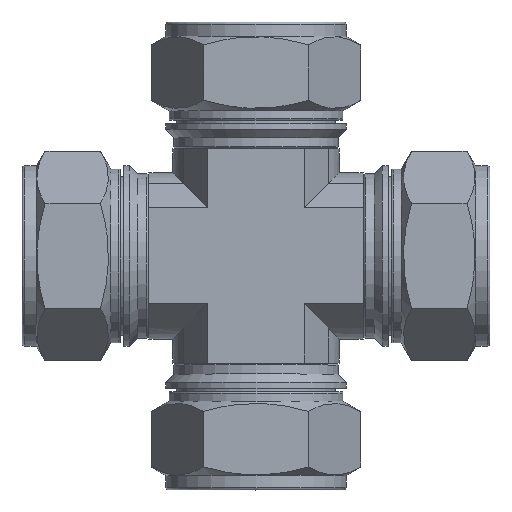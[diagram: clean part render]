
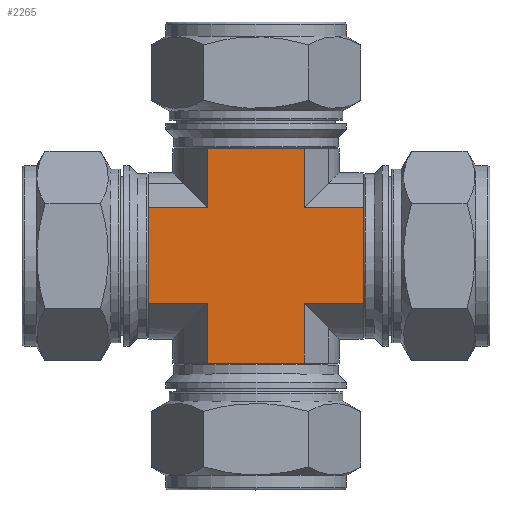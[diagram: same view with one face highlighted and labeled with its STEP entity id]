
A CAD part, top view. The second image highlights one B-rep face of the part: STEP entity #2265.
In plain terms, the highlighted planar face has unit normal (0, 0, 1).
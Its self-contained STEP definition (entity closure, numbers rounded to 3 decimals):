
#379=FACE_OUTER_BOUND('',#544,.T.);
#544=EDGE_LOOP('',(#2034,#2035,#2036,#2037,#2038,#2039,#2040,#2041,#2042,
#2043,#2044,#2045));
#638=LINE('',#3850,#790);
#640=LINE('',#3856,#792);
#648=LINE('',#3877,#800);
#666=LINE('',#3922,#818);
#668=LINE('',#3928,#820);
#669=LINE('',#3930,#821);
#671=LINE('',#3934,#823);
#683=LINE('',#3961,#835);
#684=LINE('',#3964,#836);
#695=LINE('',#3988,#847);
#697=LINE('',#3994,#849);
#698=LINE('',#3996,#850);
#790=VECTOR('',#3092,10.);
#792=VECTOR('',#3096,10.);
#800=VECTOR('',#3114,10.);
#818=VECTOR('',#3154,10.);
#820=VECTOR('',#3162,10.);
#821=VECTOR('',#3165,10.);
#823=VECTOR('',#3169,10.);
#835=VECTOR('',#3195,10.);
#836=VECTOR('',#3198,10.);
#847=VECTOR('',#3225,10.);
#849=VECTOR('',#3233,10.);
#850=VECTOR('',#3236,10.);
#1048=VERTEX_POINT('',#3844);
#1050=VERTEX_POINT('',#3848);
#1051=VERTEX_POINT('',#3852);
#1053=VERTEX_POINT('',#3855);
#1059=VERTEX_POINT('',#3873);
#1061=VERTEX_POINT('',#3876);
#1077=VERTEX_POINT('',#3918);
#1078=VERTEX_POINT('',#3926);
#1079=VERTEX_POINT('',#3933);
#1087=VERTEX_POINT('',#3959);
#1088=VERTEX_POINT('',#3963);
#1094=VERTEX_POINT('',#3992);
#1342=EDGE_CURVE('',#1048,#1050,#638,.T.);
#1344=EDGE_CURVE('',#1053,#1051,#640,.T.);
#1354=EDGE_CURVE('',#1059,#1061,#648,.T.);
#1377=EDGE_CURVE('',#1053,#1077,#666,.T.);
#1380=EDGE_CURVE('',#1077,#1078,#668,.T.);
#1381=EDGE_CURVE('',#1061,#1050,#669,.T.);
#1383=EDGE_CURVE('',#1079,#1078,#671,.T.);
#1397=EDGE_CURVE('',#1087,#1059,#683,.T.);
#1398=EDGE_CURVE('',#1048,#1088,#684,.T.);
#1410=EDGE_CURVE('',#1079,#1087,#695,.T.);
#1413=EDGE_CURVE('',#1051,#1094,#697,.T.);
#1414=EDGE_CURVE('',#1088,#1094,#698,.T.);
#2034=ORIENTED_EDGE('',*,*,#1413,.T.);
#2035=ORIENTED_EDGE('',*,*,#1414,.F.);
#2036=ORIENTED_EDGE('',*,*,#1398,.F.);
#2037=ORIENTED_EDGE('',*,*,#1342,.T.);
#2038=ORIENTED_EDGE('',*,*,#1381,.F.);
#2039=ORIENTED_EDGE('',*,*,#1354,.F.);
#2040=ORIENTED_EDGE('',*,*,#1397,.F.);
#2041=ORIENTED_EDGE('',*,*,#1410,.F.);
#2042=ORIENTED_EDGE('',*,*,#1383,.T.);
#2043=ORIENTED_EDGE('',*,*,#1380,.F.);
#2044=ORIENTED_EDGE('',*,*,#1377,.F.);
#2045=ORIENTED_EDGE('',*,*,#1344,.T.);
#2119=PLANE('',#2551);
#2265=ADVANCED_FACE('',(#379),#2119,.T.);
#2551=AXIS2_PLACEMENT_3D('',#3995,#3234,#3235);
#3092=DIRECTION('',(0.,-1.,0.));
#3096=DIRECTION('',(0.,-1.,0.));
#3114=DIRECTION('',(0.,-1.,0.));
#3154=DIRECTION('',(1.,0.,0.));
#3162=DIRECTION('',(0.,-1.,0.));
#3165=DIRECTION('',(-1.,0.,0.));
#3169=DIRECTION('',(-1.,0.,0.));
#3195=DIRECTION('',(-1.,0.,0.));
#3198=DIRECTION('',(-1.,0.,0.));
#3225=DIRECTION('',(0.,-1.,0.));
#3233=DIRECTION('',(-1.,0.,0.));
#3234=DIRECTION('center_axis',(0.,0.,1.));
#3235=DIRECTION('ref_axis',(0.,1.,0.));
#3236=DIRECTION('',(0.,1.,0.));
#3844=CARTESIAN_POINT('',(-10.083,-10.083,17.465));
#3848=CARTESIAN_POINT('',(-10.083,-22.5,17.465));
#3850=CARTESIAN_POINT('',(-10.083,0.,17.465));
#3852=CARTESIAN_POINT('',(-10.083,10.083,17.465));
#3855=CARTESIAN_POINT('',(-10.083,22.5,17.465));
#3856=CARTESIAN_POINT('',(-10.083,0.,17.465));
#3873=CARTESIAN_POINT('',(10.083,-10.083,17.465));
#3876=CARTESIAN_POINT('',(10.083,-22.5,17.465));
#3877=CARTESIAN_POINT('',(10.083,0.,17.465));
#3918=CARTESIAN_POINT('',(10.083,22.5,17.465));
#3922=CARTESIAN_POINT('',(10.083,22.5,17.465));
#3926=CARTESIAN_POINT('',(10.083,10.083,17.465));
#3928=CARTESIAN_POINT('',(10.083,0.,17.465));
#3930=CARTESIAN_POINT('',(10.083,-22.5,17.465));
#3933=CARTESIAN_POINT('',(22.5,10.083,17.465));
#3934=CARTESIAN_POINT('',(0.,10.083,17.465));
#3959=CARTESIAN_POINT('',(22.5,-10.083,17.465));
#3961=CARTESIAN_POINT('',(0.,-10.083,17.465));
#3963=CARTESIAN_POINT('',(-22.5,-10.083,17.465));
#3964=CARTESIAN_POINT('',(0.,-10.083,17.465));
#3988=CARTESIAN_POINT('',(22.5,-10.083,17.465));
#3992=CARTESIAN_POINT('',(-22.5,10.083,17.465));
#3994=CARTESIAN_POINT('',(0.,10.083,17.465));
#3995=CARTESIAN_POINT('Origin',(0.,-10.083,
17.465));
#3996=CARTESIAN_POINT('',(-22.5,-10.083,17.465));
